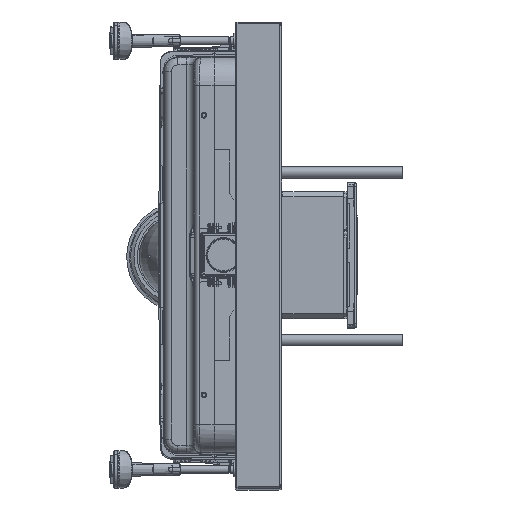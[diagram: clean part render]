
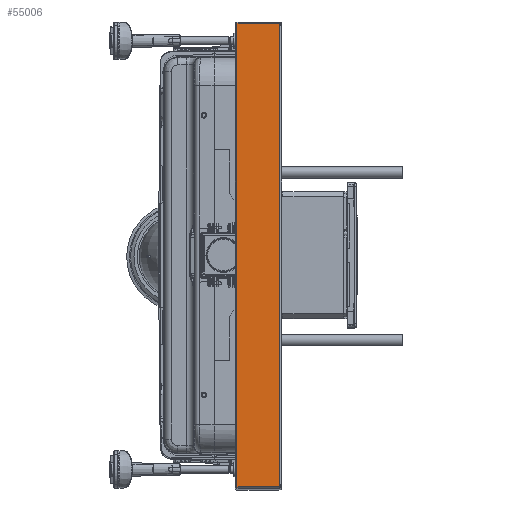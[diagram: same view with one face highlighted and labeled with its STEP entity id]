
A CAD part, top view. The second image highlights one B-rep face of the part: STEP entity #55006.
In plain terms, the highlighted planar face has unit normal (0, 0, 1).
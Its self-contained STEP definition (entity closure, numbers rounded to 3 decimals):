
#3177=LINE('',#78925,#7442);
#3178=LINE('',#78931,#7443);
#3179=LINE('',#78933,#7444);
#3180=LINE('',#78935,#7445);
#7442=VECTOR('',#64081,1000.);
#7443=VECTOR('',#64088,1000.);
#7444=VECTOR('',#64089,1000.);
#7445=VECTOR('',#64090,1000.);
#14093=ORIENTED_EDGE('',*,*,#27758,.T.);
#14094=ORIENTED_EDGE('',*,*,#27755,.F.);
#14095=ORIENTED_EDGE('',*,*,#27759,.T.);
#14096=ORIENTED_EDGE('',*,*,#27760,.T.);
#27755=EDGE_CURVE('',#38242,#38243,#3177,.T.);
#27758=EDGE_CURVE('',#38244,#38243,#3178,.T.);
#27759=EDGE_CURVE('',#38242,#38245,#3179,.T.);
#27760=EDGE_CURVE('',#38245,#38244,#3180,.T.);
#38242=VERTEX_POINT('',#78926);
#38243=VERTEX_POINT('',#78927);
#38244=VERTEX_POINT('',#78932);
#38245=VERTEX_POINT('',#78934);
#49158=EDGE_LOOP('',(#14093,#14094,#14095,#14096));
#51641=FACE_BOUND('',#49158,.T.);
#54098=PLANE('',#58686);
#55006=ADVANCED_FACE('',(#51641),#54098,.T.);
#58686=AXIS2_PLACEMENT_3D('',#78930,#64086,#64087);
#64081=DIRECTION('',(-1.,0.,0.));
#64086=DIRECTION('',(0.,0.,1.));
#64087=DIRECTION('',(0.,1.,0.));
#64088=DIRECTION('',(0.,-1.,0.));
#64089=DIRECTION('',(0.,1.,0.));
#64090=DIRECTION('',(-1.,0.,0.));
#78925=CARTESIAN_POINT('',(0.,-248.4,1165.));
#78926=CARTESIAN_POINT('',(-2.,-248.4,1165.));
#78927=CARTESIAN_POINT('',(-48.,-248.4,1165.));
#78930=CARTESIAN_POINT('',(0.,-250.,1165.));
#78931=CARTESIAN_POINT('',(-48.,0.,1165.));
#78932=CARTESIAN_POINT('',(-48.,248.4,1165.));
#78933=CARTESIAN_POINT('',(-2.,-248.4,1165.));
#78934=CARTESIAN_POINT('',(-2.,248.4,1165.));
#78935=CARTESIAN_POINT('',(0.,248.4,1165.));
